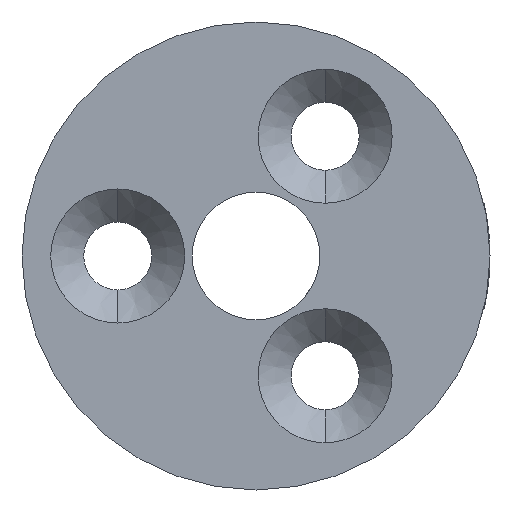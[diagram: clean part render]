
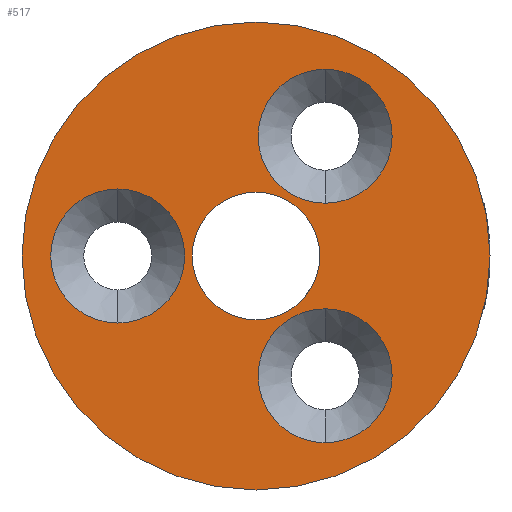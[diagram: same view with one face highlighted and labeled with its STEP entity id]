
A CAD part, front view. The second image highlights one B-rep face of the part: STEP entity #517.
In plain terms, the highlighted planar face has unit normal (0, -1, 0).
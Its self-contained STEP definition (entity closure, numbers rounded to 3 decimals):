
#53 = EDGE_CURVE ( 'NONE', #617, #293, #951, .T. ) ;
#60 = AXIS2_PLACEMENT_3D ( 'NONE', #597, #330, #518 ) ;
#76 = VERTEX_POINT ( 'NONE', #907 ) ;
#81 = VERTEX_POINT ( 'NONE', #751 ) ;
#84 = AXIS2_PLACEMENT_3D ( 'NONE', #969, #522, #763 ) ;
#88 = AXIS2_PLACEMENT_3D ( 'NONE', #399, #118, #314 ) ;
#92 = DIRECTION ( 'NONE',  ( 0., 1., 0. ) ) ;
#101 = FACE_BOUND ( 'NONE', #285, .T. ) ;
#107 = DIRECTION ( 'NONE',  ( 0., 0., 1. ) ) ;
#118 = DIRECTION ( 'NONE',  ( 0., -1., 0. ) ) ;
#129 = ORIENTED_EDGE ( 'NONE', *, *, #651, .F. ) ;
#135 = ORIENTED_EDGE ( 'NONE', *, *, #263, .T. ) ;
#143 = AXIS2_PLACEMENT_3D ( 'NONE', #931, #934, #321 ) ;
#163 = CIRCLE ( 'NONE', #326, 3. ) ;
#168 = FACE_BOUND ( 'NONE', #318, .T. ) ;
#170 = ORIENTED_EDGE ( 'NONE', *, *, #1097, .T. ) ;
#174 = CIRCLE ( 'NONE', #1032, 11. ) ;
#175 = FACE_BOUND ( 'NONE', #828, .T. ) ;
#189 = CARTESIAN_POINT ( 'NONE',  ( -6.5, 0., -3.15 ) ) ;
#192 = VERTEX_POINT ( 'NONE', #383 ) ;
#230 = DIRECTION ( 'NONE',  ( 0., 0., 1. ) ) ;
#240 = VERTEX_POINT ( 'NONE', #1128 ) ;
#260 = AXIS2_PLACEMENT_3D ( 'NONE', #439, #365, #881 ) ;
#263 = EDGE_CURVE ( 'NONE', #536, #542, #313, .T. ) ;
#285 = EDGE_LOOP ( 'NONE', ( #135, #170 ) ) ;
#293 = VERTEX_POINT ( 'NONE', #348 ) ;
#312 = EDGE_CURVE ( 'NONE', #76, #404, #866, .T. ) ;
#313 = CIRCLE ( 'NONE', #60, 3. ) ;
#314 = DIRECTION ( 'NONE',  ( 0., 0., -1. ) ) ;
#318 = EDGE_LOOP ( 'NONE', ( #1136, #358 ) ) ;
#321 = DIRECTION ( 'NONE',  ( 0., 0., -1. ) ) ;
#326 = AXIS2_PLACEMENT_3D ( 'NONE', #738, #671, #230 ) ;
#330 = DIRECTION ( 'NONE',  ( 0., 1., 0. ) ) ;
#333 = AXIS2_PLACEMENT_3D ( 'NONE', #531, #379, #904 ) ;
#348 = CARTESIAN_POINT ( 'NONE',  ( 3.25, 0., 8.779 ) ) ;
#358 = ORIENTED_EDGE ( 'NONE', *, *, #312, .F. ) ;
#365 = DIRECTION ( 'NONE',  ( 0., -1., 0. ) ) ;
#379 = DIRECTION ( 'NONE',  ( 0., -1., 0. ) ) ;
#383 = CARTESIAN_POINT ( 'NONE',  ( 0., 0., -11. ) ) ;
#399 = CARTESIAN_POINT ( 'NONE',  ( 3.25, 0., 5.629 ) ) ;
#404 = VERTEX_POINT ( 'NONE', #189 ) ;
#439 = CARTESIAN_POINT ( 'NONE',  ( -6.5, 0., 0. ) ) ;
#442 = EDGE_CURVE ( 'NONE', #853, #192, #704, .T. ) ;
#500 = AXIS2_PLACEMENT_3D ( 'NONE', #633, #838, #107 ) ;
#517 = ADVANCED_FACE ( 'NONE', ( #175, #1154, #168, #101, #701 ), #613, .F. ) ;
#518 = DIRECTION ( 'NONE',  ( 0., 0., 1. ) ) ;
#522 = DIRECTION ( 'NONE',  ( 0., -1., 0. ) ) ;
#525 = ORIENTED_EDGE ( 'NONE', *, *, #856, .F. ) ;
#526 = EDGE_CURVE ( 'NONE', #81, #240, #1053, .T. ) ;
#531 = CARTESIAN_POINT ( 'NONE',  ( 3.25, 0., -5.629 ) ) ;
#536 = VERTEX_POINT ( 'NONE', #685 ) ;
#542 = VERTEX_POINT ( 'NONE', #1042 ) ;
#584 = ORIENTED_EDGE ( 'NONE', *, *, #442, .F. ) ;
#587 = ORIENTED_EDGE ( 'NONE', *, *, #53, .F. ) ;
#590 = ORIENTED_EDGE ( 'NONE', *, *, #693, .F. ) ;
#597 = CARTESIAN_POINT ( 'NONE',  ( 0., 0., 0. ) ) ;
#612 = DIRECTION ( 'NONE',  ( 0., 0., -1. ) ) ;
#613 = PLANE ( 'NONE',  #948 ) ;
#617 = VERTEX_POINT ( 'NONE', #794 ) ;
#633 = CARTESIAN_POINT ( 'NONE',  ( 0., 0., 0. ) ) ;
#649 = CIRCLE ( 'NONE', #333, 3.15 ) ;
#651 = EDGE_CURVE ( 'NONE', #192, #853, #174, .T. ) ;
#657 = CIRCLE ( 'NONE', #143, 3.15 ) ;
#666 = EDGE_CURVE ( 'NONE', #404, #76, #940, .T. ) ;
#671 = DIRECTION ( 'NONE',  ( 0., 1., 0. ) ) ;
#676 = CARTESIAN_POINT ( 'NONE',  ( 0., 0., 11. ) ) ;
#680 = AXIS2_PLACEMENT_3D ( 'NONE', #1051, #813, #612 ) ;
#685 = CARTESIAN_POINT ( 'NONE',  ( 0., 0., -3. ) ) ;
#693 = EDGE_CURVE ( 'NONE', #240, #81, #649, .T. ) ;
#701 = FACE_OUTER_BOUND ( 'NONE', #720, .T. ) ;
#704 = CIRCLE ( 'NONE', #500, 11. ) ;
#720 = EDGE_LOOP ( 'NONE', ( #129, #584 ) ) ;
#730 = CARTESIAN_POINT ( 'NONE',  ( 0., 0., 0. ) ) ;
#738 = CARTESIAN_POINT ( 'NONE',  ( 0., 0., 0. ) ) ;
#751 = CARTESIAN_POINT ( 'NONE',  ( 3.25, 0., -8.779 ) ) ;
#763 = DIRECTION ( 'NONE',  ( 0., 0., -1. ) ) ;
#768 = ORIENTED_EDGE ( 'NONE', *, *, #526, .F. ) ;
#794 = CARTESIAN_POINT ( 'NONE',  ( 3.25, 0., 2.479 ) ) ;
#797 = EDGE_LOOP ( 'NONE', ( #587, #525 ) ) ;
#813 = DIRECTION ( 'NONE',  ( 0., -1., 0. ) ) ;
#821 = DIRECTION ( 'NONE',  ( 0., 0., 1. ) ) ;
#828 = EDGE_LOOP ( 'NONE', ( #768, #590 ) ) ;
#838 = DIRECTION ( 'NONE',  ( 0., 1., 0. ) ) ;
#853 = VERTEX_POINT ( 'NONE', #676 ) ;
#856 = EDGE_CURVE ( 'NONE', #293, #617, #657, .T. ) ;
#866 = CIRCLE ( 'NONE', #260, 3.15 ) ;
#881 = DIRECTION ( 'NONE',  ( 0., 0., -1. ) ) ;
#897 = CARTESIAN_POINT ( 'NONE',  ( 0., 0., 0. ) ) ;
#904 = DIRECTION ( 'NONE',  ( 0., 0., -1. ) ) ;
#907 = CARTESIAN_POINT ( 'NONE',  ( -6.5, 0., 3.15 ) ) ;
#931 = CARTESIAN_POINT ( 'NONE',  ( 3.25, 0., 5.629 ) ) ;
#934 = DIRECTION ( 'NONE',  ( 0., -1., 0. ) ) ;
#940 = CIRCLE ( 'NONE', #680, 3.15 ) ;
#948 = AXIS2_PLACEMENT_3D ( 'NONE', #730, #1066, #1084 ) ;
#951 = CIRCLE ( 'NONE', #88, 3.15 ) ;
#969 = CARTESIAN_POINT ( 'NONE',  ( 3.25, 0., -5.629 ) ) ;
#1032 = AXIS2_PLACEMENT_3D ( 'NONE', #897, #92, #821 ) ;
#1042 = CARTESIAN_POINT ( 'NONE',  ( 0., 0., 3. ) ) ;
#1051 = CARTESIAN_POINT ( 'NONE',  ( -6.5, 0., 0. ) ) ;
#1053 = CIRCLE ( 'NONE', #84, 3.15 ) ;
#1066 = DIRECTION ( 'NONE',  ( 0., 1., 0. ) ) ;
#1084 = DIRECTION ( 'NONE',  ( 0., 0., 1. ) ) ;
#1097 = EDGE_CURVE ( 'NONE', #542, #536, #163, .T. ) ;
#1128 = CARTESIAN_POINT ( 'NONE',  ( 3.25, 0., -2.479 ) ) ;
#1136 = ORIENTED_EDGE ( 'NONE', *, *, #666, .F. ) ;
#1154 = FACE_BOUND ( 'NONE', #797, .T. ) ;
